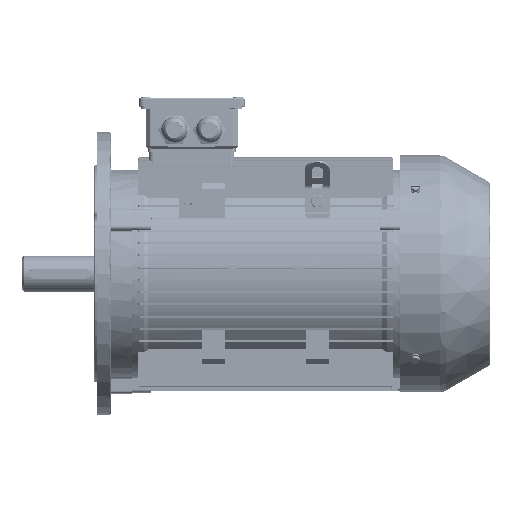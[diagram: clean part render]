
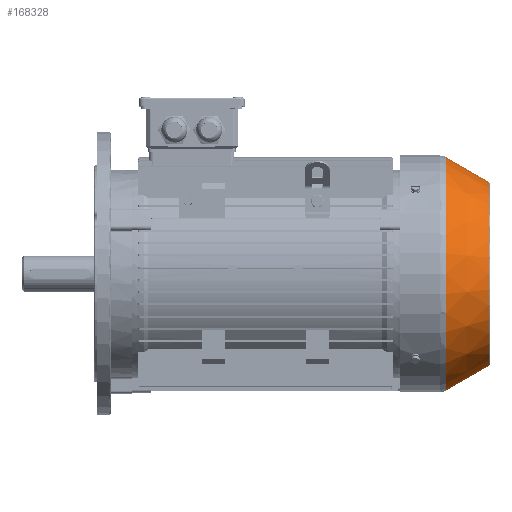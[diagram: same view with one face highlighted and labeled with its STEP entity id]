
A CAD part, top view. The second image highlights one B-rep face of the part: STEP entity #168328.
In plain terms, the highlighted conical face has half-angle 30 degrees and reference radius 123.758 mm.
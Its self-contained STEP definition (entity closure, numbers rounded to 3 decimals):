
#303 = VECTOR ( 'NONE', #61895, 1000. ) ;
#2067 = CARTESIAN_POINT ( 'NONE',  ( 153.05, 103.838, -32.463 ) ) ;
#10767 = CARTESIAN_POINT ( 'NONE',  ( 198.361, 77.678, -32.463 ) ) ;
#11602 = DIRECTION ( 'NONE',  ( -1., 0., 0. ) ) ;
#17421 = CARTESIAN_POINT ( 'NONE',  ( 153.05, -19.92, -32.463 ) ) ;
#27514 = DIRECTION ( 'NONE',  ( 0., 1., 0. ) ) ;
#29905 = CARTESIAN_POINT ( 'NONE',  ( 198.361, -117.518, -32.463 ) ) ;
#32420 = CARTESIAN_POINT ( 'NONE',  ( 198.361, -19.92, -32.463 ) ) ;
#32660 = DIRECTION ( 'NONE',  ( 1., 0., 0. ) ) ;
#33057 = AXIS2_PLACEMENT_3D ( 'NONE', #17421, #32660, #161725 ) ;
#42432 = LINE ( 'NONE', #109813, #303 ) ;
#45498 = AXIS2_PLACEMENT_3D ( 'NONE', #169138, #11602, #27514 ) ;
#54672 = ORIENTED_EDGE ( 'NONE', *, *, #171501, .F. ) ;
#61895 = DIRECTION ( 'NONE',  ( -0.866, -0.5, 0. ) ) ;
#75140 = CARTESIAN_POINT ( 'NONE',  ( 153.05, -143.678, -32.463 ) ) ;
#79281 = AXIS2_PLACEMENT_3D ( 'NONE', #32420, #81080, #158053 ) ;
#81080 = DIRECTION ( 'NONE',  ( -1., 0., 0. ) ) ;
#90368 = CONICAL_SURFACE ( 'NONE', #45498, 123.758, 0.524 ) ;
#100136 = EDGE_LOOP ( 'NONE', ( #54672, #137888, #186376, #194157 ) ) ;
#105576 = VECTOR ( 'NONE', #129021, 1000. ) ;
#109813 = CARTESIAN_POINT ( 'NONE',  ( 153.05, -143.678, -32.463 ) ) ;
#118334 = VERTEX_POINT ( 'NONE', #75140 ) ;
#129021 = DIRECTION ( 'NONE',  ( -0.866, 0.5, 0. ) ) ;
#130215 = FACE_OUTER_BOUND ( 'NONE', #100136, .T. ) ;
#133334 = VERTEX_POINT ( 'NONE', #29905 ) ;
#137888 = ORIENTED_EDGE ( 'NONE', *, *, #138533, .T. ) ;
#138533 = EDGE_CURVE ( 'NONE', #133334, #141196, #139553, .T. ) ;
#139553 = CIRCLE ( 'NONE', #79281, 97.598 ) ;
#140592 = EDGE_CURVE ( 'NONE', #171172, #118334, #203342, .T. ) ;
#141196 = VERTEX_POINT ( 'NONE', #10767 ) ;
#144537 = CARTESIAN_POINT ( 'NONE',  ( 153.05, 103.838, -32.463 ) ) ;
#158053 = DIRECTION ( 'NONE',  ( 0., -1., 0. ) ) ;
#161725 = DIRECTION ( 'NONE',  ( 0., -1., 0. ) ) ;
#168328 = ADVANCED_FACE ( 'NONE', ( #130215 ), #90368, .T. ) ;
#169138 = CARTESIAN_POINT ( 'NONE',  ( 153.05, -19.92, -32.463 ) ) ;
#171172 = VERTEX_POINT ( 'NONE', #144537 ) ;
#171501 = EDGE_CURVE ( 'NONE', #133334, #118334, #42432, .T. ) ;
#186376 = ORIENTED_EDGE ( 'NONE', *, *, #186519, .T. ) ;
#186519 = EDGE_CURVE ( 'NONE', #141196, #171172, #197468, .T. ) ;
#194157 = ORIENTED_EDGE ( 'NONE', *, *, #140592, .T. ) ;
#197468 = LINE ( 'NONE', #2067, #105576 ) ;
#203342 = CIRCLE ( 'NONE', #33057, 123.758 ) ;
